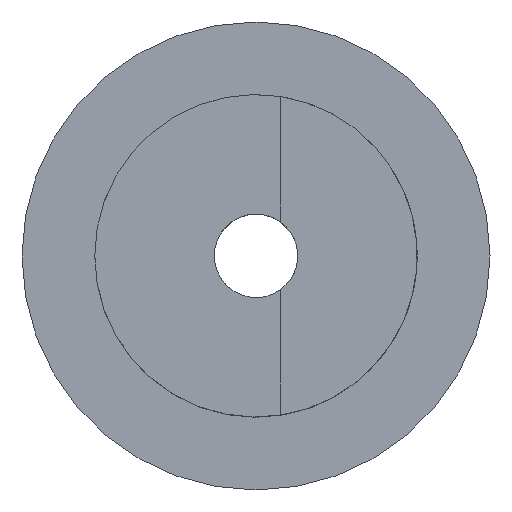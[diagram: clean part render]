
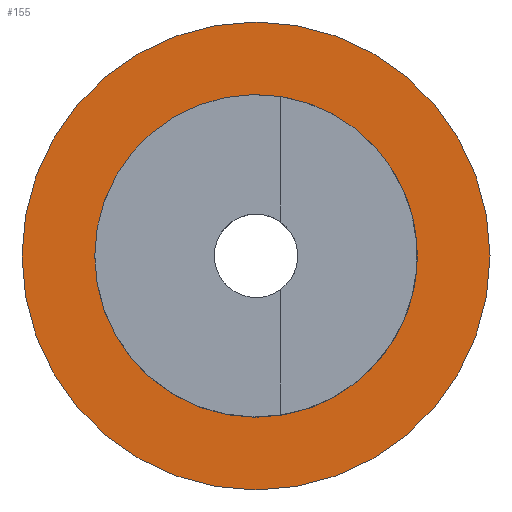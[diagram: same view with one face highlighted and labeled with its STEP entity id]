
A CAD part, top view. The second image highlights one B-rep face of the part: STEP entity #155.
In plain terms, the highlighted planar face has unit normal (0, 0, 1).
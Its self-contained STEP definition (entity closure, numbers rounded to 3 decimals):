
#40=FACE_BOUND('',#52,.T.);
#42=FACE_OUTER_BOUND('',#51,.T.);
#51=EDGE_LOOP('',(#107));
#52=EDGE_LOOP('',(#108));
#62=CIRCLE('',#179,15.963);
#63=CIRCLE('',#180,11.);
#72=VERTEX_POINT('',#250);
#73=VERTEX_POINT('',#252);
#86=EDGE_CURVE('',#72,#72,#62,.T.);
#87=EDGE_CURVE('',#73,#73,#63,.T.);
#107=ORIENTED_EDGE('',*,*,#86,.F.);
#108=ORIENTED_EDGE('',*,*,#87,.F.);
#149=PLANE('',#178);
#155=ADVANCED_FACE('',(#42,#40),#149,.F.);
#178=AXIS2_PLACEMENT_3D('',#249,#199,#200);
#179=AXIS2_PLACEMENT_3D('',#251,#201,#202);
#180=AXIS2_PLACEMENT_3D('',#253,#203,#204);
#199=DIRECTION('center_axis',(0.,0.,-1.));
#200=DIRECTION('ref_axis',(-1.,0.,0.));
#201=DIRECTION('center_axis',(0.,0.,-1.));
#202=DIRECTION('ref_axis',(1.,0.,0.));
#203=DIRECTION('center_axis',(0.,0.,1.));
#204=DIRECTION('ref_axis',(1.,0.,0.));
#249=CARTESIAN_POINT('Origin',(0.,0.,0.));
#250=CARTESIAN_POINT('',(-15.963,0.,0.));
#251=CARTESIAN_POINT('Origin',(0.,0.,0.));
#252=CARTESIAN_POINT('',(-11.,0.,0.));
#253=CARTESIAN_POINT('Origin',(0.,0.,0.));
